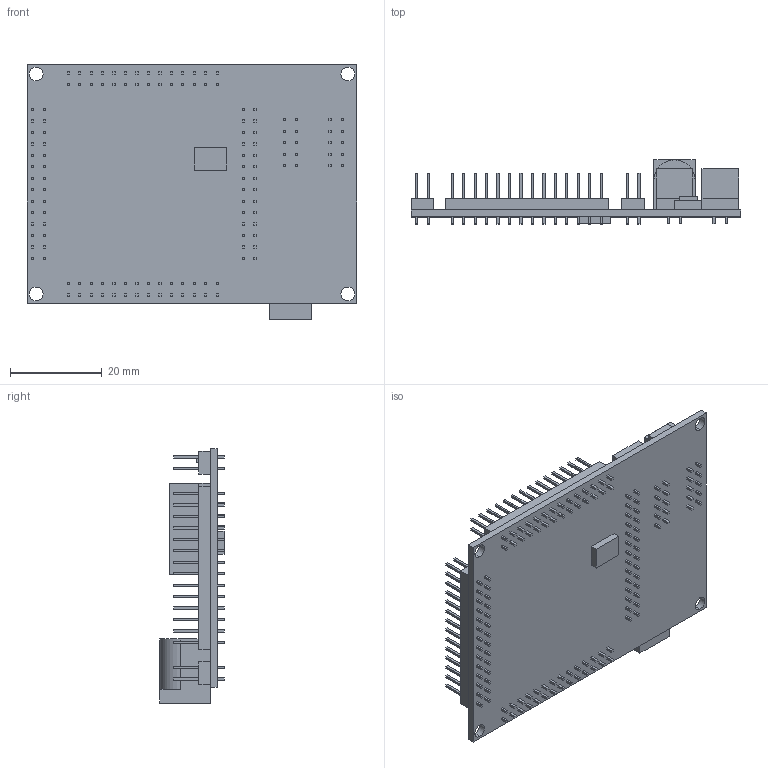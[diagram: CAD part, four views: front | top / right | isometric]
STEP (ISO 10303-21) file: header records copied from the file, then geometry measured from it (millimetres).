
FILE_DESCRIPTION (( 'STEP AP214' ), '1' );
FILE_NAME ('ALTERA Cyclone II.STEP', '2015-09-27T15:52:58', ( '' ), ( '' ), 'SwSTEP 2.0', 'SolidWorks 2015', '' );
FILE_SCHEMA (( 'AUTOMOTIVE_DESIGN' ));
Length unit declared in the file: millimetre
Products named in the file (1): ALTERA Cyclone II
Bounding box: 72 x 14 x 55.5 mm (x, y, z)
Volume: 10891.3 mm3; surface area: 17648.2 mm2
Topology: 147 solids, 147 shells, 985 faces, 2042 edges, 1361 vertices
Faces by surface type: plane 972, cylinder 13
Entity records: 36964 total; most frequent: CARTESIAN_POINT 4389, ORIENTED_EDGE 4084, DIRECTION 4041, EDGE_CURVE 2042, LINE 2015, VECTOR 2015, VERTEX_POINT 1361, UNCERTAINTY_MEASURE_WITH_UNIT 1064
